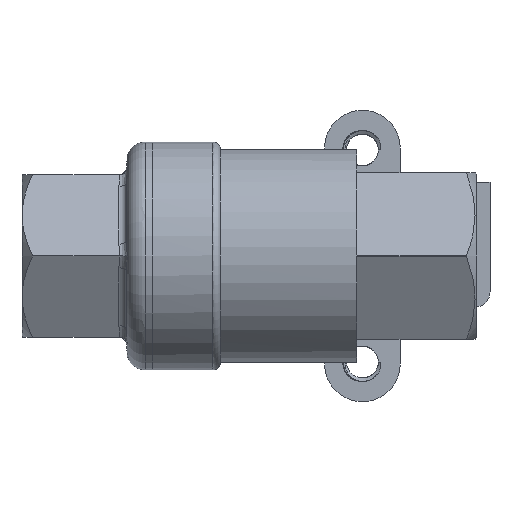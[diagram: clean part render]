
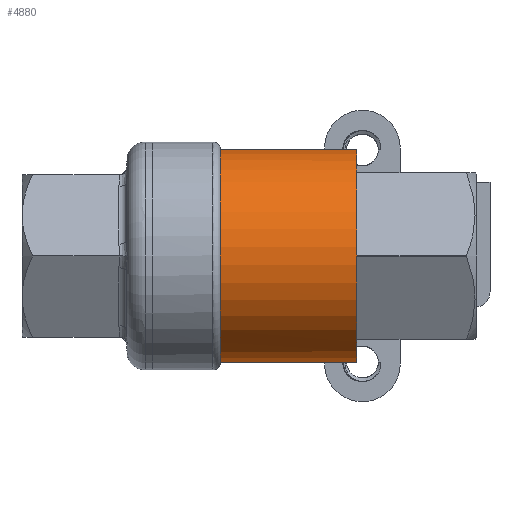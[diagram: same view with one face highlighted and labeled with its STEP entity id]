
A CAD part, front view. The second image highlights one B-rep face of the part: STEP entity #4880.
In plain terms, the highlighted cylindrical face has radius 14.05 mm (diameter 28.1 mm), a partial arc.
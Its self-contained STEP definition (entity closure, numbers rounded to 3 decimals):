
#102=CYLINDRICAL_SURFACE('',#5260,14.05);
#356=LINE('',#21645,#612);
#357=LINE('',#21648,#613);
#612=VECTOR('',#6100,1000.);
#613=VECTOR('',#6105,1000.);
#819=CIRCLE('',#5157,14.05);
#820=CIRCLE('',#5159,14.05);
#850=CIRCLE('',#5238,14.05);
#861=CIRCLE('',#5258,14.05);
#1006=B_SPLINE_CURVE_WITH_KNOTS('',3,(#21661,#21662,#21663,#21664,#21665,
#21666,#21667,#21668,#21669,#21670,#21671),.UNSPECIFIED.,.F.,.F.,(4,1,1,
1,1,1,1,1,4),(0.,0.002,0.004,
0.007,0.009,0.011,0.013,
0.015,0.017),.UNSPECIFIED.);
#1010=B_SPLINE_CURVE_WITH_KNOTS('',3,(#21693,#21694,#21695,#21696,#21697,
#21698,#21699,#21700,#21701),.UNSPECIFIED.,.F.,.F.,(4,1,1,1,1,1,4),(0.,
0.004,0.009,0.011,0.013,
0.015,0.017),.UNSPECIFIED.);
#2433=ORIENTED_EDGE('',*,*,#3268,.T.);
#2434=ORIENTED_EDGE('',*,*,#3275,.T.);
#2435=ORIENTED_EDGE('',*,*,#3081,.F.);
#2436=ORIENTED_EDGE('',*,*,#3287,.T.);
#2437=ORIENTED_EDGE('',*,*,#3288,.F.);
#2438=ORIENTED_EDGE('',*,*,#3283,.T.);
#2439=ORIENTED_EDGE('',*,*,#3077,.F.);
#2440=ORIENTED_EDGE('',*,*,#3273,.T.);
#3077=EDGE_CURVE('',#3706,#3707,#819,.T.);
#3081=EDGE_CURVE('',#3709,#3711,#820,.T.);
#3268=EDGE_CURVE('',#3855,#3856,#850,.T.);
#3273=EDGE_CURVE('',#3706,#3855,#356,.T.);
#3275=EDGE_CURVE('',#3856,#3711,#357,.T.);
#3283=EDGE_CURVE('',#3857,#3707,#1006,.T.);
#3287=EDGE_CURVE('',#3709,#3860,#1010,.T.);
#3288=EDGE_CURVE('',#3857,#3860,#861,.T.);
#3706=VERTEX_POINT('',#17661);
#3707=VERTEX_POINT('',#17663);
#3709=VERTEX_POINT('',#17669);
#3711=VERTEX_POINT('',#17672);
#3855=VERTEX_POINT('',#21637);
#3856=VERTEX_POINT('',#21638);
#3857=VERTEX_POINT('',#21672);
#3860=VERTEX_POINT('',#21692);
#4341=EDGE_LOOP('',(#2433,#2434,#2435,#2436,#2437,#2438,#2439,#2440));
#4609=FACE_BOUND('',#4341,.T.);
#4880=ADVANCED_FACE('',(#4609),#102,.T.);
#5157=AXIS2_PLACEMENT_3D('',#17662,#5838,#5839);
#5159=AXIS2_PLACEMENT_3D('',#17671,#5845,#5846);
#5238=AXIS2_PLACEMENT_3D('',#21636,#6088,#6089);
#5258=AXIS2_PLACEMENT_3D('',#21703,#6132,#6133);
#5260=AXIS2_PLACEMENT_3D('',#21705,#6136,#6137);
#5838=DIRECTION('',(1.,0.,0.));
#5839=DIRECTION('',(0.,0.,1.));
#5845=DIRECTION('',(1.,0.,0.));
#5846=DIRECTION('',(0.,0.,1.));
#6088=DIRECTION('',(-1.,0.,0.));
#6089=DIRECTION('',(0.,0.,1.));
#6100=DIRECTION('',(1.,0.,0.));
#6105=DIRECTION('',(-1.,0.,0.));
#6132=DIRECTION('',(-1.,0.,0.));
#6133=DIRECTION('',(0.,0.,1.));
#6136=DIRECTION('',(-1.,0.,0.));
#6137=DIRECTION('',(0.,0.,1.));
#17661=CARTESIAN_POINT('',(8.15,7.55,-11.849));
#17662=CARTESIAN_POINT('',(8.15,0.,0.));
#17663=CARTESIAN_POINT('',(8.15,13.841,-2.414));
#17669=CARTESIAN_POINT('',(8.15,13.841,2.414));
#17671=CARTESIAN_POINT('',(8.15,0.,0.));
#17672=CARTESIAN_POINT('',(8.15,7.55,11.849));
#21636=CARTESIAN_POINT('',(12.4,0.,0.));
#21637=CARTESIAN_POINT('',(12.4,7.55,-11.849));
#21638=CARTESIAN_POINT('',(12.4,7.55,11.849));
#21645=CARTESIAN_POINT('',(-14.6,7.55,-11.849));
#21648=CARTESIAN_POINT('',(-14.6,7.55,11.849));
#21661=CARTESIAN_POINT('',(-5.6,12.51,-6.395));
#21662=CARTESIAN_POINT('',(-5.074,12.275,-6.855));
#21663=CARTESIAN_POINT('',(-3.928,11.813,-7.634));
#21664=CARTESIAN_POINT('',(-1.912,11.283,-8.379));
#21665=CARTESIAN_POINT('',(0.304,11.117,-8.59));
#21666=CARTESIAN_POINT('',(2.469,11.396,-8.229));
#21667=CARTESIAN_POINT('',(4.423,11.991,-7.359));
#21668=CARTESIAN_POINT('',(6.07,12.706,-6.072));
#21669=CARTESIAN_POINT('',(7.371,13.387,-4.404));
#21670=CARTESIAN_POINT('',(7.943,13.719,-3.113));
#21671=CARTESIAN_POINT('',(8.15,13.841,-2.414));
#21672=CARTESIAN_POINT('',(-5.6,12.51,-6.395));
#21692=CARTESIAN_POINT('',(-5.6,12.51,6.395));
#21693=CARTESIAN_POINT('',(8.15,13.841,2.414));
#21694=CARTESIAN_POINT('',(7.736,13.598,3.81));
#21695=CARTESIAN_POINT('',(6.244,12.73,6.249));
#21696=CARTESIAN_POINT('',(3.219,11.497,8.098));
#21697=CARTESIAN_POINT('',(0.311,11.116,8.591));
#21698=CARTESIAN_POINT('',(-1.891,11.28,8.382));
#21699=CARTESIAN_POINT('',(-3.915,11.808,7.643));
#21700=CARTESIAN_POINT('',(-5.074,12.275,6.855));
#21701=CARTESIAN_POINT('',(-5.6,12.51,6.395));
#21703=CARTESIAN_POINT('',(-5.6,0.,0.));
#21705=CARTESIAN_POINT('',(-14.6,0.,0.));
